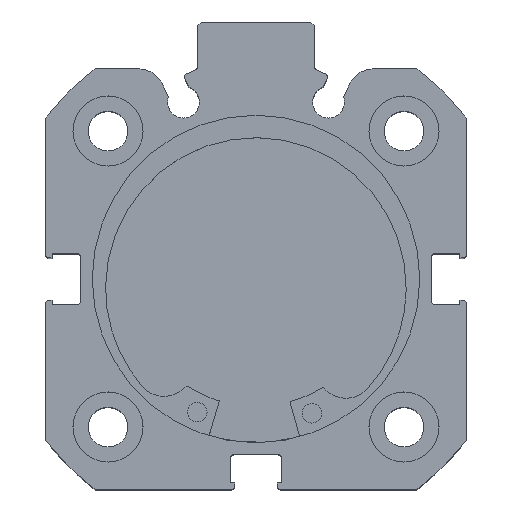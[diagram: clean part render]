
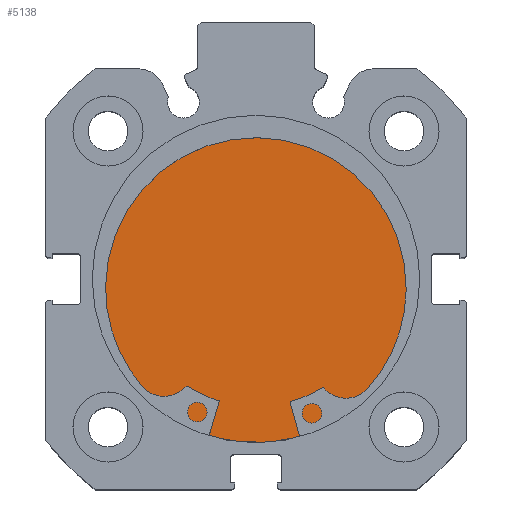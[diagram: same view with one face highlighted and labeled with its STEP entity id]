
A CAD part, top view. The second image highlights one B-rep face of the part: STEP entity #5138.
In plain terms, the highlighted face is planar.
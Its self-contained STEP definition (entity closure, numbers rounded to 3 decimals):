
#39 = VERTEX_POINT ( 'NONE', #442 ) ;
#202 = VERTEX_POINT ( 'NONE', #376 ) ;
#376 = CARTESIAN_POINT ( 'NONE',  ( 8.5, 0., -21. ) ) ;
#442 = CARTESIAN_POINT ( 'NONE',  ( 8.5, 0., 21. ) ) ;
#1153 = ORIENTED_EDGE ( 'NONE', *, *, #6072, .F. ) ;
#1154 = ORIENTED_EDGE ( 'NONE', *, *, #6033, .F. ) ;
#1457 = FACE_OUTER_BOUND ( 'NONE', #5675, .T. ) ;
#2510 = CARTESIAN_POINT ( 'NONE',  ( 8.5, 0., 0. ) ) ;
#2515 = DIRECTION ( 'NONE',  ( -1., 0., 0. ) ) ;
#2516 = DIRECTION ( 'NONE',  ( 0., 0., 1. ) ) ;
#2610 = CARTESIAN_POINT ( 'NONE',  ( 8.5, 0., 0. ) ) ;
#2617 = DIRECTION ( 'NONE',  ( -1., 0., 0. ) ) ;
#2618 = DIRECTION ( 'NONE',  ( 0., 0., 1. ) ) ;
#3212 = CIRCLE ( 'NONE', #6722, 21. ) ;
#3266 = CIRCLE ( 'NONE', #6740, 21. ) ;
#4280 = DIRECTION ( 'NONE',  ( 0., 0., 1. ) ) ;
#4281 = DIRECTION ( 'NONE',  ( -1., 0., 0. ) ) ;
#4285 = PLANE ( 'NONE',  #6485 ) ;
#4286 = CARTESIAN_POINT ( 'NONE',  ( 8.5, 21., 0. ) ) ;
#5138 = ADVANCED_FACE ( 'NONE', ( #1457 ), #4285, .F. ) ;
#5675 = EDGE_LOOP ( 'NONE', ( #1154, #1153 ) ) ;
#6033 = EDGE_CURVE ( 'NONE', #39, #202, #3212, .T. ) ;
#6072 = EDGE_CURVE ( 'NONE', #202, #39, #3266, .T. ) ;
#6485 = AXIS2_PLACEMENT_3D ( 'NONE', #4286, #4281, #4280 ) ;
#6722 = AXIS2_PLACEMENT_3D ( 'NONE', #2510, #2515, #2516 ) ;
#6740 = AXIS2_PLACEMENT_3D ( 'NONE', #2610, #2617, #2618 ) ;
